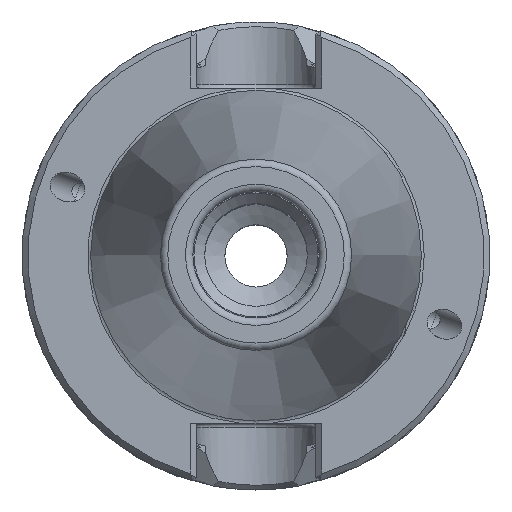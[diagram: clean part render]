
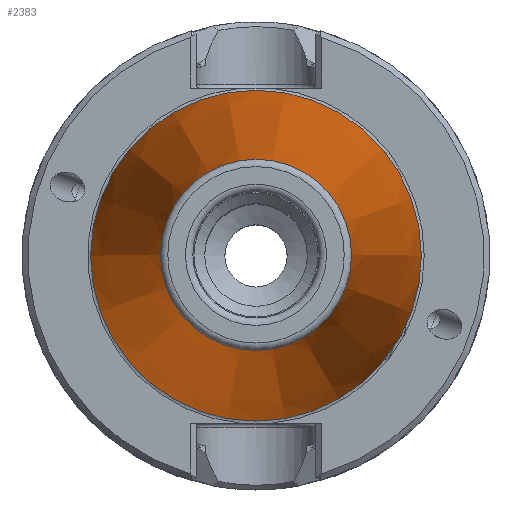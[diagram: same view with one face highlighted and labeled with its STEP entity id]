
A CAD part, top view. The second image highlights one B-rep face of the part: STEP entity #2383.
In plain terms, the highlighted conical face has half-angle 8.297 degrees and reference radius 12.871 mm.
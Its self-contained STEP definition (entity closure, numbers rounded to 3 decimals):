
#197=CONICAL_SURFACE('',#2538,12.871,0.145);
#284=CIRCLE('',#2533,12.871);
#287=CIRCLE('',#2539,22.268);
#397=ORIENTED_EDGE('',*,*,#800,.T.);
#398=ORIENTED_EDGE('',*,*,#796,.F.);
#796=EDGE_CURVE('',#1012,#1012,#284,.T.);
#800=EDGE_CURVE('',#1017,#1017,#287,.T.);
#1012=VERTEX_POINT('',#3287);
#1017=VERTEX_POINT('',#3313);
#1260=EDGE_LOOP('',(#397));
#1261=EDGE_LOOP('',(#398));
#1433=FACE_BOUND('',#1260,.T.);
#1434=FACE_BOUND('',#1261,.T.);
#2383=ADVANCED_FACE('',(#1433,#1434),#197,.T.);
#2533=AXIS2_PLACEMENT_3D('',#3286,#2810,#2811);
#2538=AXIS2_PLACEMENT_3D('',#3311,#2820,#2821);
#2539=AXIS2_PLACEMENT_3D('',#3312,#2822,#2823);
#2810=DIRECTION('',(0.,0.,1.));
#2811=DIRECTION('',(1.,0.,0.));
#2820=DIRECTION('',(0.,0.,-1.));
#2821=DIRECTION('',(-1.,0.,0.));
#2822=DIRECTION('',(0.,0.,1.));
#2823=DIRECTION('',(1.,0.,0.));
#3286=CARTESIAN_POINT('',(0.,0.,64.544));
#3287=CARTESIAN_POINT('',(12.871,0.,64.544));
#3311=CARTESIAN_POINT('',(0.,0.,64.544));
#3312=CARTESIAN_POINT('',(0.,0.,0.106));
#3313=CARTESIAN_POINT('',(22.268,0.,0.106));
